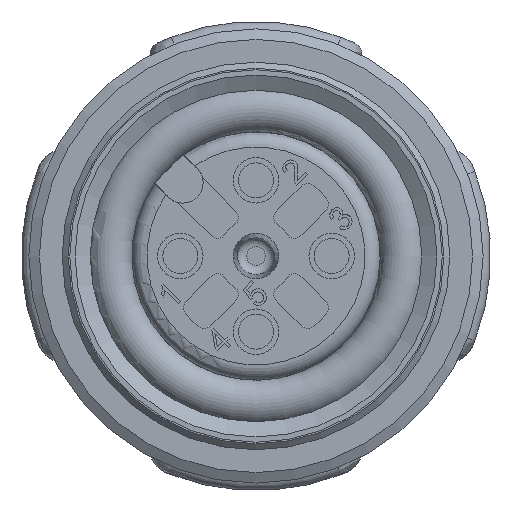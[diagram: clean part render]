
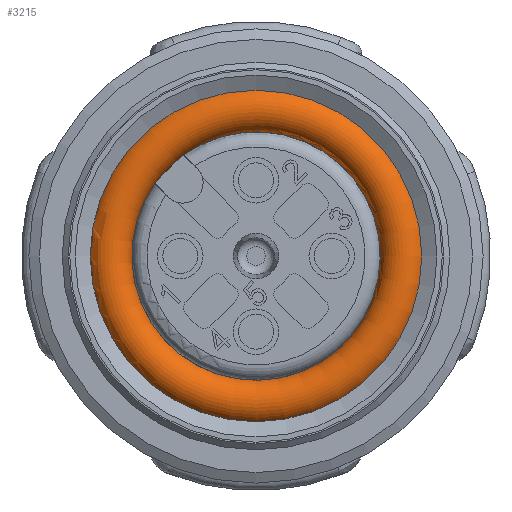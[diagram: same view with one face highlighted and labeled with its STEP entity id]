
A CAD part, left-side view. The second image highlights one B-rep face of the part: STEP entity #3215.
In plain terms, the highlighted toroidal (fillet/blend) face has major radius 4.845 mm and minor radius 0.75 mm.
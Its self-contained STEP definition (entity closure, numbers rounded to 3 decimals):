
#337=TOROIDAL_SURFACE('',#11507,4.845,0.75);
#531=B_SPLINE_CURVE_WITH_KNOTS('',3,(#18309,#18310,#18311,#18312,#18313,
#18314),.UNSPECIFIED.,.F.,.F.,(4,2,4),(0.,0.41,1.),
 .UNSPECIFIED.);
#532=B_SPLINE_CURVE_WITH_KNOTS('',3,(#18318,#18319,#18320,#18321,#18322,
#18323),.UNSPECIFIED.,.F.,.F.,(4,2,4),(0.,0.444,1.),
 .UNSPECIFIED.);
#3215=ADVANCED_FACE('',(#3851,#3852,#3853),#337,.T.);
#3851=FACE_BOUND('',#4339,.T.);
#3852=FACE_BOUND('',#4340,.T.);
#3853=FACE_BOUND('',#4341,.T.);
#4339=EDGE_LOOP('',(#6304,#6305,#6306,#6307));
#4340=EDGE_LOOP('',(#6308));
#4341=EDGE_LOOP('',(#6309));
#6304=ORIENTED_EDGE('',*,*,#9575,.F.);
#6305=ORIENTED_EDGE('',*,*,#9576,.T.);
#6306=ORIENTED_EDGE('',*,*,#9577,.F.);
#6307=ORIENTED_EDGE('',*,*,#9578,.T.);
#6308=ORIENTED_EDGE('',*,*,#9579,.F.);
#6309=ORIENTED_EDGE('',*,*,#9522,.T.);
#8267=VERTEX_POINT('',#18153);
#8302=VERTEX_POINT('',#18307);
#8303=VERTEX_POINT('',#18308);
#8304=VERTEX_POINT('',#18315);
#8305=VERTEX_POINT('',#18317);
#8306=VERTEX_POINT('',#18325);
#9522=EDGE_CURVE('',#8267,#8267,#10623,.T.);
#9575=EDGE_CURVE('',#8302,#8303,#10646,.T.);
#9576=EDGE_CURVE('',#8302,#8304,#531,.T.);
#9577=EDGE_CURVE('',#8305,#8304,#10647,.T.);
#9578=EDGE_CURVE('',#8305,#8303,#532,.T.);
#9579=EDGE_CURVE('',#8306,#8306,#10648,.T.);
#10623=CIRCLE('',#11451,5.475);
#10646=CIRCLE('',#11504,4.1);
#10647=CIRCLE('',#11505,4.1);
#10648=CIRCLE('',#11506,4.723);
#11451=AXIS2_PLACEMENT_3D('',#18152,#13468,#13469);
#11504=AXIS2_PLACEMENT_3D('',#18306,#13592,#13593);
#11505=AXIS2_PLACEMENT_3D('',#18316,#13594,#13595);
#11506=AXIS2_PLACEMENT_3D('',#18324,#13596,#13597);
#11507=AXIS2_PLACEMENT_3D('',#18326,#13598,#13599);
#13468=DIRECTION('',(-1.,0.,0.));
#13469=DIRECTION('',(0.,0.,-1.));
#13592=DIRECTION('',(1.,0.,0.));
#13593=DIRECTION('',(0.,0.,1.));
#13594=DIRECTION('',(-1.,0.,0.));
#13595=DIRECTION('',(0.,0.,-1.));
#13596=DIRECTION('',(-1.,0.,0.));
#13597=DIRECTION('',(0.,0.,-1.));
#13598=DIRECTION('',(1.,0.,0.));
#13599=DIRECTION('',(0.,0.,-1.));
#18152=CARTESIAN_POINT('',(34.504,0.,0.));
#18153=CARTESIAN_POINT('',(34.504,0.,-5.475));
#18306=CARTESIAN_POINT('',(34.997,0.,0.));
#18307=CARTESIAN_POINT('',(34.997,2.382,3.337));
#18308=CARTESIAN_POINT('',(34.997,3.337,2.382));
#18309=CARTESIAN_POINT('',(34.997,2.382,3.337));
#18310=CARTESIAN_POINT('',(34.974,2.38,3.335));
#18311=CARTESIAN_POINT('',(34.95,2.379,3.334));
#18312=CARTESIAN_POINT('',(34.892,2.378,3.333));
#18313=CARTESIAN_POINT('',(34.858,2.379,3.334));
#18314=CARTESIAN_POINT('',(34.825,2.382,3.337));
#18315=CARTESIAN_POINT('',(34.825,2.382,3.337));
#18316=CARTESIAN_POINT('',(34.825,0.,0.));
#18317=CARTESIAN_POINT('',(34.825,3.337,2.382));
#18318=CARTESIAN_POINT('',(34.825,3.337,2.382));
#18319=CARTESIAN_POINT('',(34.85,3.335,2.38));
#18320=CARTESIAN_POINT('',(34.876,3.334,2.379));
#18321=CARTESIAN_POINT('',(34.933,3.333,2.378));
#18322=CARTESIAN_POINT('',(34.966,3.334,2.38));
#18323=CARTESIAN_POINT('',(34.997,3.337,2.382));
#18324=CARTESIAN_POINT('',(35.651,0.,0.));
#18325=CARTESIAN_POINT('',(35.651,0.,-4.723));
#18326=CARTESIAN_POINT('',(34.911,0.,0.));
